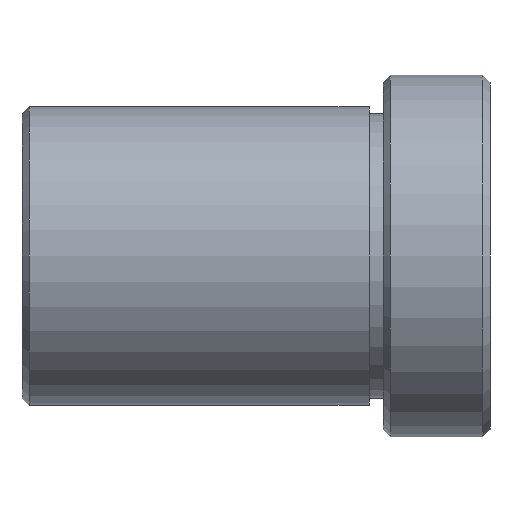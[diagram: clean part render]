
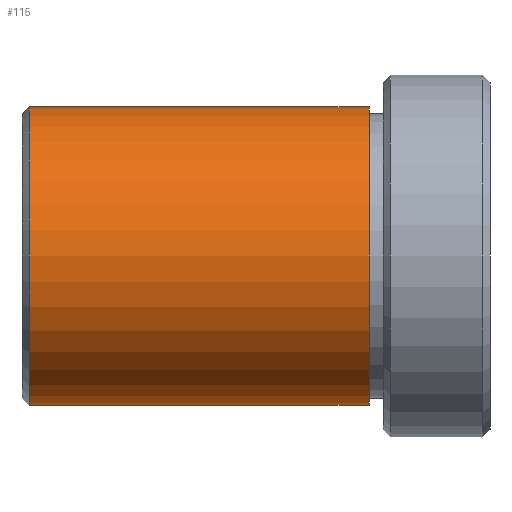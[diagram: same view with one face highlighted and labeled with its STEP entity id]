
A CAD part, left-side view. The second image highlights one B-rep face of the part: STEP entity #115.
In plain terms, the highlighted cylindrical face has radius 10.5 mm (diameter 21 mm), a partial arc.
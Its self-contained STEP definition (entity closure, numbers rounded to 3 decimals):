
#25 = AXIS2_PLACEMENT_3D ( 'NONE', #581, #705, #646 ) ;
#60 = DIRECTION ( 'NONE',  ( 0., 1., 0. ) ) ;
#61 = CARTESIAN_POINT ( 'NONE',  ( 0., 2.643, -10.5 ) ) ;
#100 = VERTEX_POINT ( 'NONE', #109 ) ;
#104 = AXIS2_PLACEMENT_3D ( 'NONE', #192, #729, #315 ) ;
#109 = CARTESIAN_POINT ( 'NONE',  ( 0., 2.643, 10.5 ) ) ;
#115 = ADVANCED_FACE ( 'NONE', ( #739 ), #681, .T. ) ;
#144 = VERTEX_POINT ( 'NONE', #363 ) ;
#149 = CIRCLE ( 'NONE', #698, 10.5 ) ;
#192 = CARTESIAN_POINT ( 'NONE',  ( 0., 2.643, 0. ) ) ;
#251 = DIRECTION ( 'NONE',  ( 0., 0., 1. ) ) ;
#289 = CARTESIAN_POINT ( 'NONE',  ( 0., 26.543, 10.5 ) ) ;
#292 = VERTEX_POINT ( 'NONE', #61 ) ;
#315 = DIRECTION ( 'NONE',  ( 0., 0., 1. ) ) ;
#341 = ORIENTED_EDGE ( 'NONE', *, *, #769, .F. ) ;
#363 = CARTESIAN_POINT ( 'NONE',  ( 0., 26.543, -10.5 ) ) ;
#406 = LINE ( 'NONE', #577, #740 ) ;
#475 = LINE ( 'NONE', #661, #776 ) ;
#562 = DIRECTION ( 'NONE',  ( 0., 1., 0. ) ) ;
#577 = CARTESIAN_POINT ( 'NONE',  ( 0., 44.599, 10.5 ) ) ;
#581 = CARTESIAN_POINT ( 'NONE',  ( 0., 44.599, 0. ) ) ;
#585 = CIRCLE ( 'NONE', #104, 10.5 ) ;
#590 = DIRECTION ( 'NONE',  ( 0., 1., 0. ) ) ;
#591 = CARTESIAN_POINT ( 'NONE',  ( 0., 26.543, 0. ) ) ;
#619 = ORIENTED_EDGE ( 'NONE', *, *, #715, .T. ) ;
#646 = DIRECTION ( 'NONE',  ( 0., 0., 1. ) ) ;
#661 = CARTESIAN_POINT ( 'NONE',  ( 0., 44.599, -10.5 ) ) ;
#681 = CYLINDRICAL_SURFACE ( 'NONE', #25, 10.5 ) ;
#687 = ORIENTED_EDGE ( 'NONE', *, *, #829, .F. ) ;
#698 = AXIS2_PLACEMENT_3D ( 'NONE', #591, #590, #251 ) ;
#705 = DIRECTION ( 'NONE',  ( 0., 1., 0. ) ) ;
#715 = EDGE_CURVE ( 'NONE', #100, #744, #406, .T. ) ;
#729 = DIRECTION ( 'NONE',  ( 0., 1., 0. ) ) ;
#739 = FACE_OUTER_BOUND ( 'NONE', #828, .T. ) ;
#740 = VECTOR ( 'NONE', #562, 1000. ) ;
#744 = VERTEX_POINT ( 'NONE', #289 ) ;
#769 = EDGE_CURVE ( 'NONE', #292, #144, #475, .T. ) ;
#776 = VECTOR ( 'NONE', #60, 1000. ) ;
#779 = ORIENTED_EDGE ( 'NONE', *, *, #787, .T. ) ;
#787 = EDGE_CURVE ( 'NONE', #292, #100, #585, .T. ) ;
#828 = EDGE_LOOP ( 'NONE', ( #341, #779, #619, #687 ) ) ;
#829 = EDGE_CURVE ( 'NONE', #144, #744, #149, .T. ) ;
